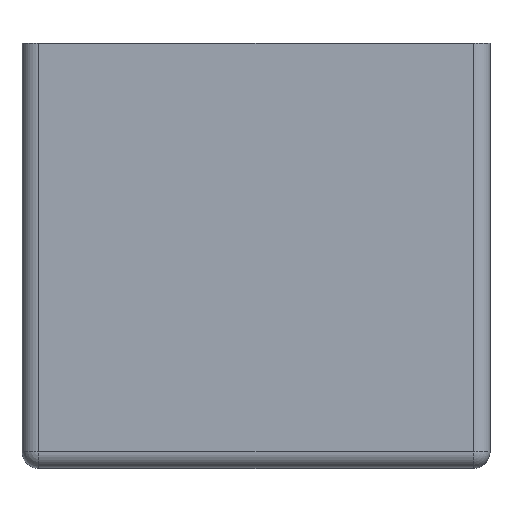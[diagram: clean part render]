
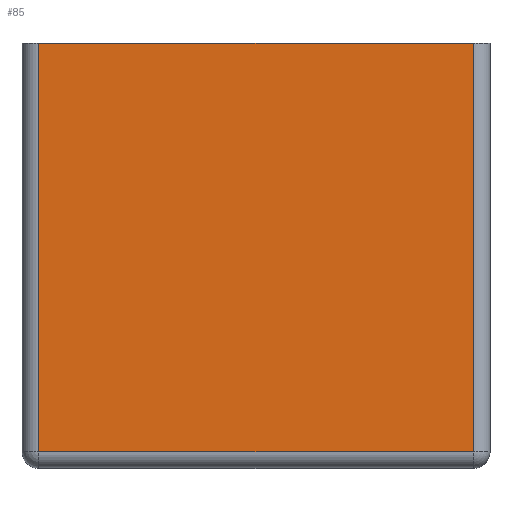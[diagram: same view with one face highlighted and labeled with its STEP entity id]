
A CAD part, top view. The second image highlights one B-rep face of the part: STEP entity #85.
In plain terms, the highlighted planar face has unit normal (0, 0, 1).
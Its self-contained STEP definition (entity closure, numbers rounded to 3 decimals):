
#85 = ADVANCED_FACE( '', ( #168 ), #169, .T. );
#168 = FACE_OUTER_BOUND( '', #245, .T. );
#169 = PLANE( '', #246 );
#245 = EDGE_LOOP( '', ( #414, #415, #416, #417 ) );
#246 = AXIS2_PLACEMENT_3D( '', #418, #419, #420 );
#414 = ORIENTED_EDGE( '', *, *, #504, .T. );
#415 = ORIENTED_EDGE( '', *, *, #449, .T. );
#416 = ORIENTED_EDGE( '', *, *, #511, .T. );
#417 = ORIENTED_EDGE( '', *, *, #492, .T. );
#418 = CARTESIAN_POINT( '', ( 7.05, 12.8, 3.25 ) );
#419 = DIRECTION( '', ( 0., 0., 1. ) );
#420 = DIRECTION( '', ( 1., 0., 0. ) );
#449 = EDGE_CURVE( '', #518, #522, #524, .T. );
#492 = EDGE_CURVE( '', #557, #587, #589, .F. );
#504 = EDGE_CURVE( '', #587, #518, #603, .T. );
#511 = EDGE_CURVE( '', #522, #557, #610, .F. );
#518 = VERTEX_POINT( '', #617 );
#522 = VERTEX_POINT( '', #622 );
#524 = LINE( '', #624, #625 );
#557 = VERTEX_POINT( '', #669 );
#587 = VERTEX_POINT( '', #708 );
#589 = LINE( '', #710, #711 );
#603 = LINE( '', #730, #731 );
#610 = LINE( '', #739, #740 );
#617 = CARTESIAN_POINT( '', ( -6.55, 12.8, 3.25 ) );
#622 = CARTESIAN_POINT( '', ( -6.55, 0.5, 3.25 ) );
#624 = CARTESIAN_POINT( '', ( -6.55, 12.8, 3.25 ) );
#625 = VECTOR( '', #753, 1000. );
#669 = CARTESIAN_POINT( '', ( 6.55, 0.5, 3.25 ) );
#708 = CARTESIAN_POINT( '', ( 6.55, 12.8, 3.25 ) );
#710 = CARTESIAN_POINT( '', ( 6.55, 12.8, 3.25 ) );
#711 = VECTOR( '', #807, 1000. );
#730 = CARTESIAN_POINT( '', ( 7.05, 12.8, 3.25 ) );
#731 = VECTOR( '', #819, 1000. );
#739 = CARTESIAN_POINT( '', ( 7.05, 0.5, 3.25 ) );
#740 = VECTOR( '', #824, 1000. );
#753 = DIRECTION( '', ( 0., -1., 0. ) );
#807 = DIRECTION( '', ( 0., -1., 0. ) );
#819 = DIRECTION( '', ( -1., 0., 0. ) );
#824 = DIRECTION( '', ( -1., 0., 0. ) );
